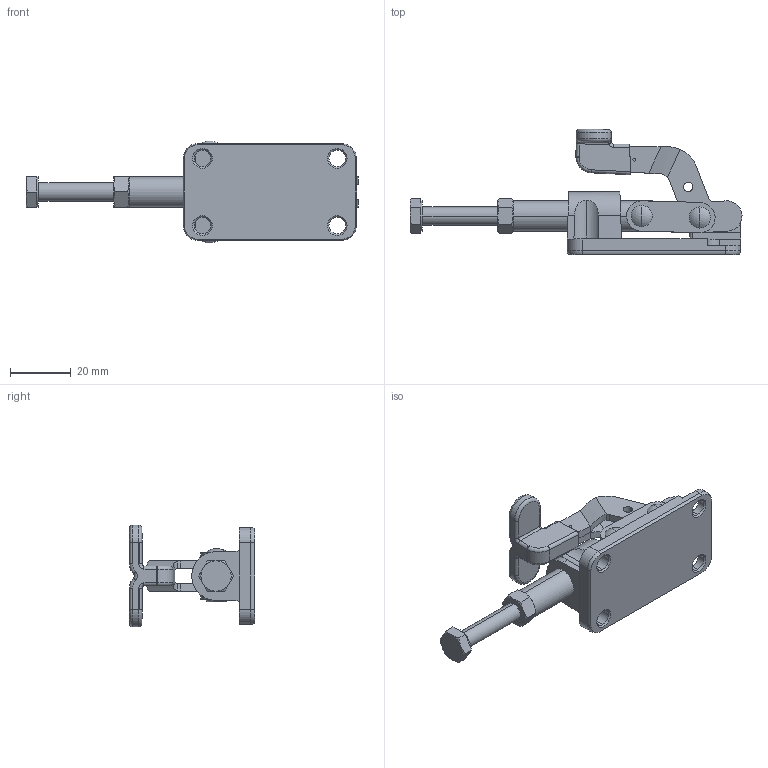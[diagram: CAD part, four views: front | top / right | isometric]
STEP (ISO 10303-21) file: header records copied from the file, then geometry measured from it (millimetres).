
FILE_DESCRIPTION (( 'STEP AP203' ), '1' );
FILE_NAME ('GH-36015M(Â²¤Æ).STEP', '2020-10-22T09:21:22', ( 'LinWei' ), ( '' ), 'SwSTEP 2.0', 'SolidWorks 2016', '' );
FILE_SCHEMA (( 'CONFIG_CONTROL_DESIGN' ));
Length unit declared in the file: millimetre
Products named in the file (6): GH-36015M(簡化); Group1^GH-36015M(簡化); Group2^GH-36015M(簡化); Group5^GH-36015M(簡化); 23601513-1^GH-36015M(簡化); spindle-6015-1^GH-36015M(簡化)
Assembly tree (5 placements, depth 2):
  GH-36015M(簡化)
    Group1^GH-36015M(簡化)
    Group2^GH-36015M(簡化)
    Group5^GH-36015M(簡化)
    23601513-1^GH-36015M(簡化)
    spindle-6015-1^GH-36015M(簡化)
Bounding box: 109.57 x 41.28 x 33.6 mm (x, y, z)
Volume: 22922.6 mm3; surface area: 15117 mm2
Topology: 5 solids, 6 shells, 288 faces, 684 edges, 418 vertices
Faces by surface type: cylinder 108, plane 99, torus 34, cone 32, bspline 11, sphere 4
Entity records: 10126 total; most frequent: CARTESIAN_POINT 2778, DIRECTION 1473, ORIENTED_EDGE 1364, EDGE_CURVE 682, AXIS2_PLACEMENT_3D 586, VERTEX_POINT 418, EDGE_LOOP 326, LINE 301
